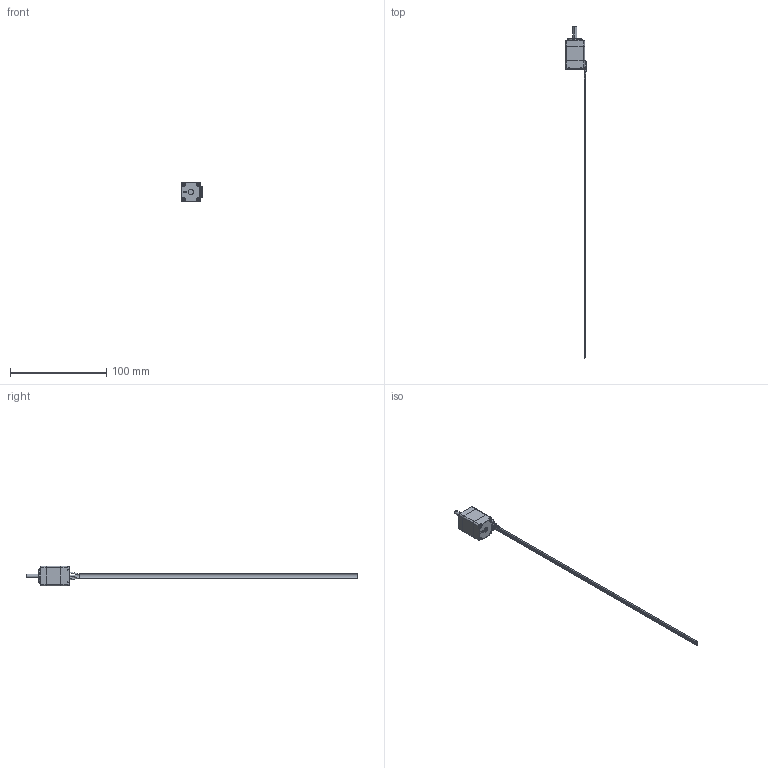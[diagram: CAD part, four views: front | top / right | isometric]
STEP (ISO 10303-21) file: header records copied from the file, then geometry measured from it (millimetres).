
FILE_DESCRIPTION (( 'STEP AP214' ), '1' );
FILE_NAME ('SY20STH30-0604A.step', '2021-01-20T19:58:30', ( '' ), ( '' ), 'SwSTEP 2.0', 'SolidWorks 2020', '' );
FILE_SCHEMA (( 'AUTOMOTIVE_DESIGN' ));
Length unit declared in the file: millimetre
Products named in the file (1): SY20STH30-0604A
Bounding box: 22.25 x 345.5 x 20 mm (x, y, z)
Volume: 13713.4 mm3; surface area: 8269.9 mm2
Topology: 1 solids, 1 shells, 608 faces, 1584 edges, 1028 vertices
Faces by surface type: plane 295, bspline 137, cylinder 133, torus 41, cone 2
Entity records: 28674 total; most frequent: CARTESIAN_POINT 10714, ORIENTED_EDGE 3168, DIRECTION 2310, EDGE_CURVE 1584, VERTEX_POINT 1028, LINE 918, VECTOR 918, AXIS2_PLACEMENT_3D 696
